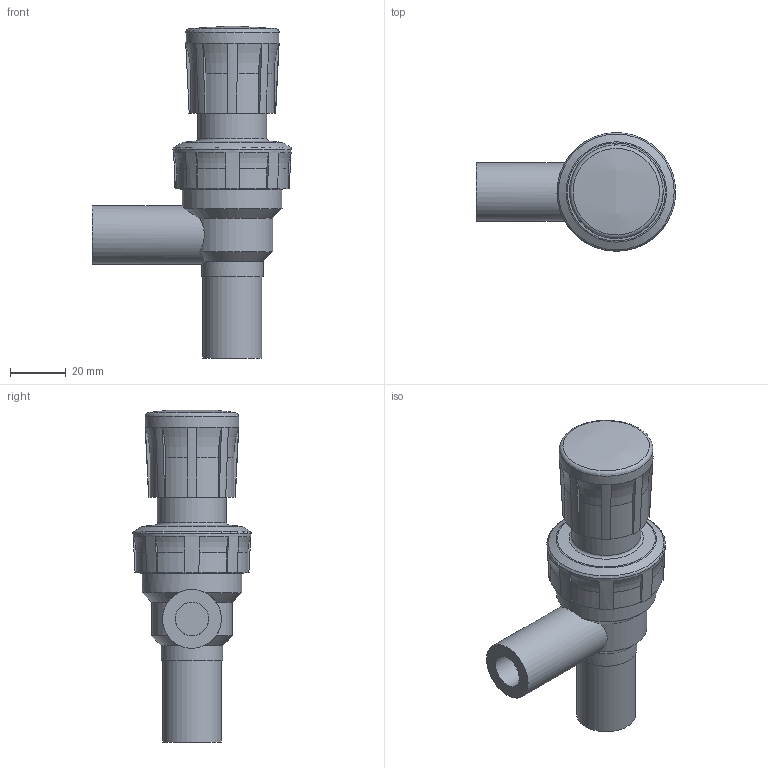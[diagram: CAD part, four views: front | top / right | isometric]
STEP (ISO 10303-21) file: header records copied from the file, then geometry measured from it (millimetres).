
FILE_DESCRIPTION(/* description */ (''),/* implementation_level */ '2;1');
FILE_NAME(/* name */ 'RMRV012E.ipt.stp',/* time_stamp */ '2013-10-01T10:16:32+02:00',/* author */ ('bfaro'),/* organization */ (''),/* preprocessor_version */ 'ST-DEVELOPER v15.2',/* originating_system */ 'Autodesk Inventor 2014',/* authorisation */ '');
FILE_SCHEMA (('AUTOMOTIVE_DESIGN { 1 0 10303 214 3 1 1 }'));
Length unit declared in the file: millimetre
Products named in the file (1): RMRV012E
Bounding box: 71.18 x 42.41 x 118.7 mm (x, y, z)
Volume: 83900 mm3; surface area: 19852.8 mm2
Topology: 1 solids, 1 shells, 102 faces, 268 edges, 171 vertices
Faces by surface type: plane 39, cylinder 28, torus 20, cone 14, sphere 1
Full cylindrical faces by diameter (mm): 12 x3, 21 x2, 22 x1, 24.7 x1, 33.5 x1, 35.7 x1
Entity records: 3117 total; most frequent: CARTESIAN_POINT 576, DIRECTION 570, ORIENTED_EDGE 476, EDGE_CURVE 238, AXIS2_PLACEMENT_3D 237, VERTEX_POINT 158, CIRCLE 128, EDGE_LOOP 124
